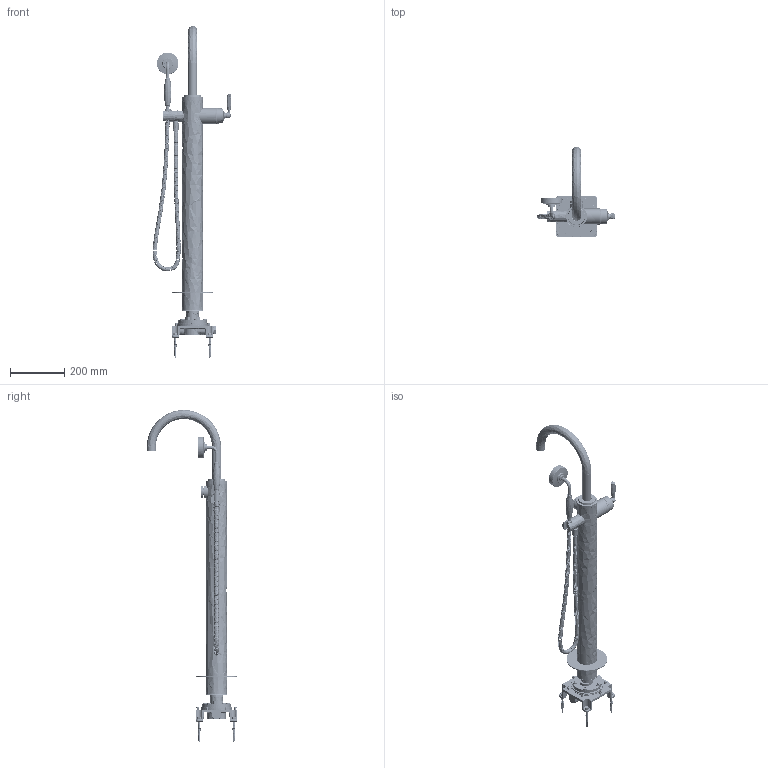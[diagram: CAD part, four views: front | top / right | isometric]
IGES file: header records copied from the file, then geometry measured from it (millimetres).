
Global section: file name: T11K36-LB; native system: Autodesk Inventor 2024; preprocessor: unknown; author: kwhieldon; date: 20240410.143845; units: millimetre
Bounding box: 289.37 x 332.58 x 1221.2 mm (x, y, z)
Volume: 2672879 mm3; surface area: 1383965.5 mm2
Topology: 143 solids, 151 shells, 7221 faces, 18841 edges, 11836 vertices
Faces by surface type: bspline 7221
